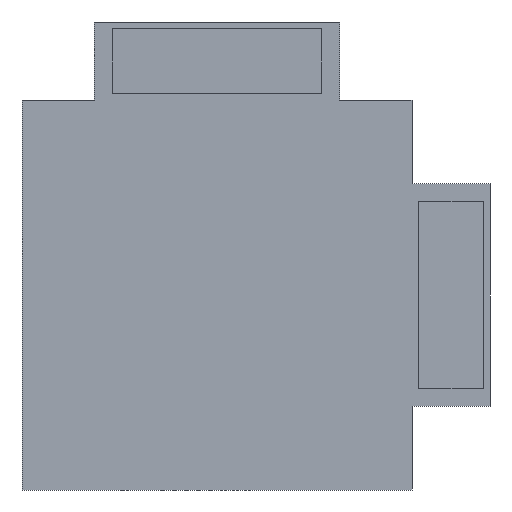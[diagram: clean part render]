
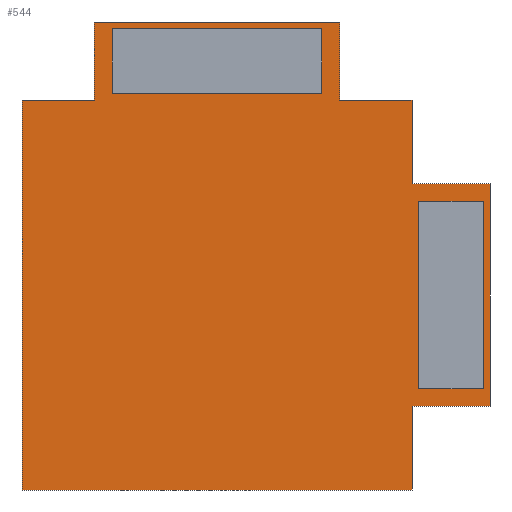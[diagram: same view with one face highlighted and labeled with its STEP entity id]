
A CAD part, front view. The second image highlights one B-rep face of the part: STEP entity #544.
In plain terms, the highlighted planar face has unit normal (0, -1, 0).
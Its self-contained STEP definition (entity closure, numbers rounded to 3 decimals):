
#16=FACE_BOUND('',#77,.T.);
#17=FACE_BOUND('',#78,.T.);
#46=FACE_OUTER_BOUND('',#76,.T.);
#76=EDGE_LOOP('',(#467,#468,#469,#470,#471,#472,#473,#474,#475,#476,#477,
#478));
#77=EDGE_LOOP('',(#479,#480,#481,#482));
#78=EDGE_LOOP('',(#483,#484,#485,#486));
#79=LINE('',#724,#151);
#83=LINE('',#732,#155);
#86=LINE('',#738,#158);
#89=LINE('',#743,#161);
#91=LINE('',#749,#163);
#95=LINE('',#757,#167);
#98=LINE('',#763,#170);
#101=LINE('',#768,#173);
#104=LINE('',#776,#176);
#110=LINE('',#788,#182);
#111=LINE('',#790,#183);
#115=LINE('',#797,#187);
#116=LINE('',#800,#188);
#120=LINE('',#809,#192);
#126=LINE('',#821,#198);
#127=LINE('',#823,#199);
#130=LINE('',#827,#202);
#131=LINE('',#830,#203);
#146=LINE('',#861,#218);
#149=LINE('',#866,#221);
#151=VECTOR('',#592,10.);
#155=VECTOR('',#598,10.);
#158=VECTOR('',#603,10.);
#161=VECTOR('',#608,10.);
#163=VECTOR('',#614,10.);
#167=VECTOR('',#620,10.);
#170=VECTOR('',#625,10.);
#173=VECTOR('',#630,10.);
#176=VECTOR('',#637,10.);
#182=VECTOR('',#645,10.);
#183=VECTOR('',#648,10.);
#187=VECTOR('',#654,10.);
#188=VECTOR('',#657,10.);
#192=VECTOR('',#663,10.);
#198=VECTOR('',#671,10.);
#199=VECTOR('',#674,10.);
#202=VECTOR('',#679,10.);
#203=VECTOR('',#682,10.);
#218=VECTOR('',#709,10.);
#221=VECTOR('',#714,10.);
#223=VERTEX_POINT('',#722);
#224=VERTEX_POINT('',#723);
#227=VERTEX_POINT('',#731);
#229=VERTEX_POINT('',#737);
#231=VERTEX_POINT('',#747);
#232=VERTEX_POINT('',#748);
#235=VERTEX_POINT('',#756);
#237=VERTEX_POINT('',#762);
#239=VERTEX_POINT('',#772);
#241=VERTEX_POINT('',#775);
#244=VERTEX_POINT('',#782);
#246=VERTEX_POINT('',#786);
#248=VERTEX_POINT('',#795);
#249=VERTEX_POINT('',#799);
#251=VERTEX_POINT('',#805);
#253=VERTEX_POINT('',#808);
#256=VERTEX_POINT('',#815);
#258=VERTEX_POINT('',#819);
#259=VERTEX_POINT('',#829);
#269=VERTEX_POINT('',#860);
#271=EDGE_CURVE('',#223,#224,#79,.T.);
#275=EDGE_CURVE('',#224,#227,#83,.T.);
#278=EDGE_CURVE('',#227,#229,#86,.T.);
#281=EDGE_CURVE('',#229,#223,#89,.T.);
#283=EDGE_CURVE('',#231,#232,#91,.T.);
#287=EDGE_CURVE('',#232,#235,#95,.T.);
#290=EDGE_CURVE('',#235,#237,#98,.T.);
#293=EDGE_CURVE('',#237,#231,#101,.T.);
#296=EDGE_CURVE('',#239,#241,#104,.T.);
#302=EDGE_CURVE('',#244,#246,#110,.T.);
#303=EDGE_CURVE('',#241,#246,#111,.T.);
#307=EDGE_CURVE('',#248,#239,#115,.T.);
#308=EDGE_CURVE('',#244,#249,#116,.T.);
#312=EDGE_CURVE('',#251,#253,#120,.T.);
#318=EDGE_CURVE('',#256,#258,#126,.T.);
#319=EDGE_CURVE('',#253,#258,#127,.T.);
#322=EDGE_CURVE('',#249,#251,#130,.T.);
#323=EDGE_CURVE('',#256,#259,#131,.T.);
#338=EDGE_CURVE('',#269,#248,#146,.T.);
#341=EDGE_CURVE('',#259,#269,#149,.T.);
#467=ORIENTED_EDGE('',*,*,#322,.F.);
#468=ORIENTED_EDGE('',*,*,#308,.F.);
#469=ORIENTED_EDGE('',*,*,#302,.T.);
#470=ORIENTED_EDGE('',*,*,#303,.F.);
#471=ORIENTED_EDGE('',*,*,#296,.F.);
#472=ORIENTED_EDGE('',*,*,#307,.F.);
#473=ORIENTED_EDGE('',*,*,#338,.F.);
#474=ORIENTED_EDGE('',*,*,#341,.F.);
#475=ORIENTED_EDGE('',*,*,#323,.F.);
#476=ORIENTED_EDGE('',*,*,#318,.T.);
#477=ORIENTED_EDGE('',*,*,#319,.F.);
#478=ORIENTED_EDGE('',*,*,#312,.F.);
#479=ORIENTED_EDGE('',*,*,#271,.T.);
#480=ORIENTED_EDGE('',*,*,#275,.T.);
#481=ORIENTED_EDGE('',*,*,#278,.T.);
#482=ORIENTED_EDGE('',*,*,#281,.T.);
#483=ORIENTED_EDGE('',*,*,#283,.T.);
#484=ORIENTED_EDGE('',*,*,#287,.T.);
#485=ORIENTED_EDGE('',*,*,#290,.T.);
#486=ORIENTED_EDGE('',*,*,#293,.T.);
#515=PLANE('',#587);
#544=ADVANCED_FACE('',(#46,#16,#17),#515,.F.);
#587=AXIS2_PLACEMENT_3D('',#869,#718,#719);
#592=DIRECTION('',(0.,0.,1.));
#598=DIRECTION('',(1.,0.,0.));
#603=DIRECTION('',(0.,0.,-1.));
#608=DIRECTION('',(-1.,0.,0.));
#614=DIRECTION('',(0.,0.,1.));
#620=DIRECTION('',(1.,0.,0.));
#625=DIRECTION('',(0.,0.,-1.));
#630=DIRECTION('',(-1.,0.,0.));
#637=DIRECTION('',(0.,0.,1.));
#645=DIRECTION('',(0.,0.,1.));
#648=DIRECTION('',(1.,0.,0.));
#654=DIRECTION('',(1.,0.,0.));
#657=DIRECTION('',(1.,0.,0.));
#663=DIRECTION('',(1.,0.,0.));
#671=DIRECTION('',(1.,0.,0.));
#674=DIRECTION('',(0.,0.,-1.));
#679=DIRECTION('',(0.,0.,-1.));
#682=DIRECTION('',(0.,0.,-1.));
#709=DIRECTION('',(0.,0.,1.));
#714=DIRECTION('',(-1.,0.,0.));
#718=DIRECTION('center_axis',(0.,1.,0.));
#719=DIRECTION('ref_axis',(1.,0.,0.));
#722=CARTESIAN_POINT('',(-13.45,0.,17.8));
#723=CARTESIAN_POINT('',(-13.45,0.,20.7));
#724=CARTESIAN_POINT('',(-13.45,0.,14.725));
#731=CARTESIAN_POINT('',(-4.05,0.,20.7));
#732=CARTESIAN_POINT('',(-6.4,0.,20.7));
#737=CARTESIAN_POINT('',(-4.05,0.,17.8));
#738=CARTESIAN_POINT('',(-4.05,0.,13.275));
#743=CARTESIAN_POINT('',(-11.1,0.,17.8));
#747=CARTESIAN_POINT('',(0.3,0.,4.55));
#748=CARTESIAN_POINT('',(0.3,0.,12.95));
#749=CARTESIAN_POINT('',(0.3,0.,10.85));
#756=CARTESIAN_POINT('',(3.2,0.,12.95));
#757=CARTESIAN_POINT('',(-2.775,0.,12.95));
#762=CARTESIAN_POINT('',(3.2,0.,4.55));
#763=CARTESIAN_POINT('',(3.2,0.,6.65));
#768=CARTESIAN_POINT('',(-4.225,0.,4.55));
#772=CARTESIAN_POINT('',(-14.25,0.,17.5));
#775=CARTESIAN_POINT('',(-14.25,0.,21.));
#776=CARTESIAN_POINT('',(-14.25,0.,17.5));
#782=CARTESIAN_POINT('',(-3.25,0.,17.5));
#786=CARTESIAN_POINT('',(-3.25,0.,21.));
#788=CARTESIAN_POINT('',(-3.25,0.,17.5));
#790=CARTESIAN_POINT('',(-3.25,0.,21.));
#795=CARTESIAN_POINT('',(-17.5,0.,17.5));
#797=CARTESIAN_POINT('',(-17.5,0.,17.5));
#799=CARTESIAN_POINT('',(0.,0.,17.5));
#800=CARTESIAN_POINT('',(-17.5,0.,17.5));
#805=CARTESIAN_POINT('',(0.,0.,13.75));
#808=CARTESIAN_POINT('',(3.5,0.,13.75));
#809=CARTESIAN_POINT('',(0.,0.,13.75));
#815=CARTESIAN_POINT('',(0.,0.,3.75));
#819=CARTESIAN_POINT('',(3.5,0.,3.75));
#821=CARTESIAN_POINT('',(0.,0.,3.75));
#823=CARTESIAN_POINT('',(3.5,0.,3.75));
#827=CARTESIAN_POINT('',(0.,0.,17.5));
#829=CARTESIAN_POINT('',(0.,0.,0.));
#830=CARTESIAN_POINT('',(0.,0.,17.5));
#860=CARTESIAN_POINT('',(-17.5,0.,0.));
#861=CARTESIAN_POINT('',(-17.5,0.,0.));
#866=CARTESIAN_POINT('',(0.,0.,0.));
#869=CARTESIAN_POINT('Origin',(-8.75,0.,8.75));
